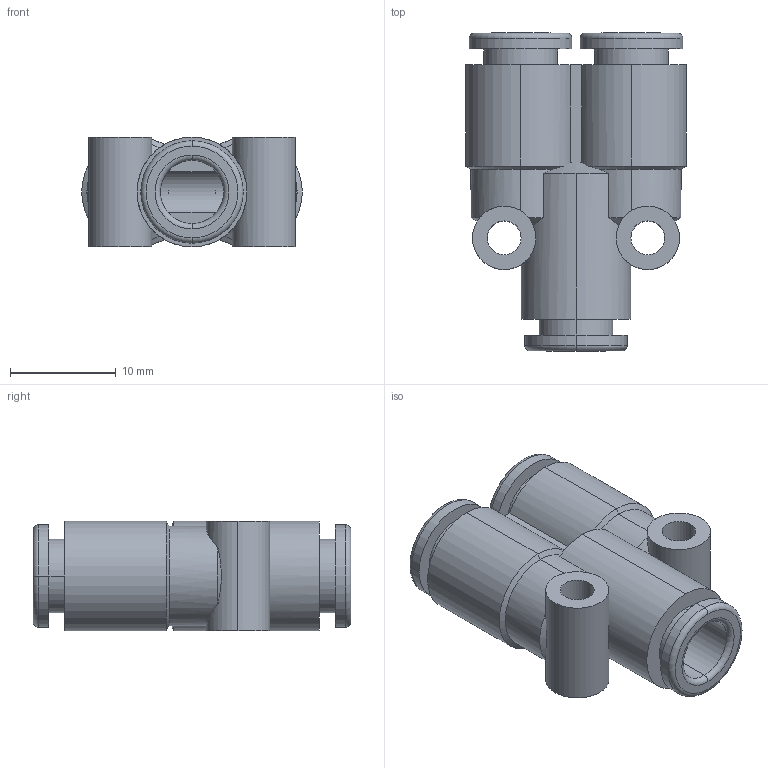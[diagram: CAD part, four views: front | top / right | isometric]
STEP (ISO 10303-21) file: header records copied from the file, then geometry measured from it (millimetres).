
FILE_DESCRIPTION (( 'STEP AP214' ), '1' );
FILE_NAME ('KQ2U06-00A.step.step', '2015-12-09T13:52:04', ( 'Windows User' ), ( '' ), 'SwSTEP 2.0', 'SolidWorks 2016', '' );
FILE_SCHEMA (( 'AUTOMOTIVE_DESIGN' ));
Length unit declared in the file: millimetre
Products named in the file (2): KQ2U06-00A.step; KQ2U06-00A.step_KQ2U-metric_KQ2U06-00A
Assembly tree (1 placements, depth 2):
  KQ2U06-00A.step
    KQ2U06-00A.step_KQ2U-metric_KQ2U06-00A
Bounding box: 20.9 x 30.1 x 10.4 mm (x, y, z)
Volume: 2784.2 mm3; surface area: 3141.3 mm2
Topology: 1 solids, 1 shells, 94 faces, 236 edges, 147 vertices
Faces by surface type: cylinder 47, plane 18, cone 15, torus 14
Entity records: 3340 total; most frequent: CARTESIAN_POINT 770, DIRECTION 513, ORIENTED_EDGE 464, EDGE_CURVE 232, AXIS2_PLACEMENT_3D 226, VERTEX_POINT 147, CIRCLE 128, EDGE_LOOP 109
